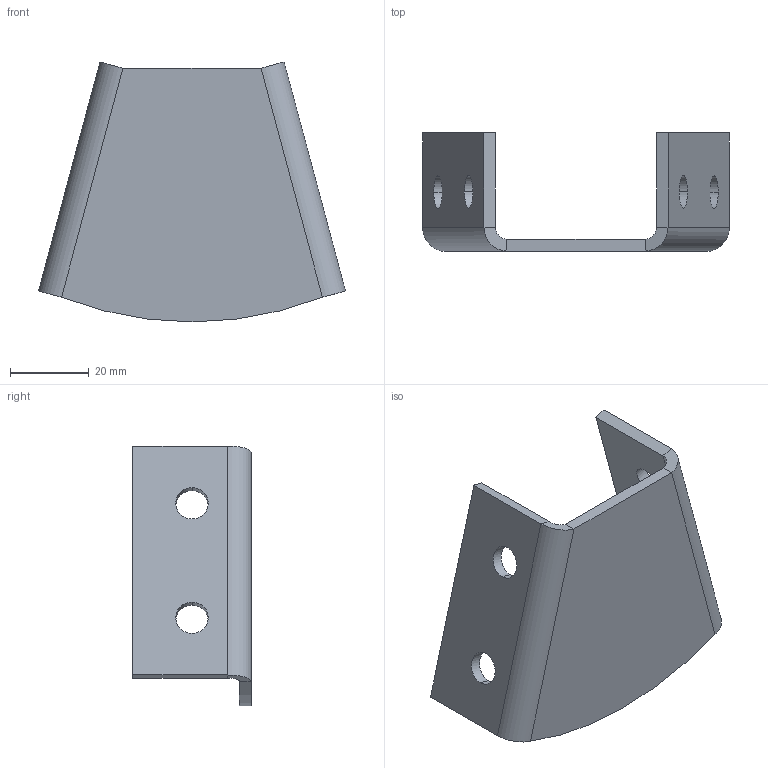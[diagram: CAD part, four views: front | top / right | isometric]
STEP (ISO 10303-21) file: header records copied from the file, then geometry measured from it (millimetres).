
FILE_DESCRIPTION (( 'STEP AP203' ), '1' );
FILE_NAME ('AL-SPS. SJ3060.30 Óãëîâîé ñîåäèíèòåëü 30õ60, 30 ãðàäóñîâ, 30 ñåðèÿ.STEP', '2024-10-18T05:10:26', ( '' ), ( '' ), 'SwSTEP 2.0', 'SolidWorks 2021', '' );
FILE_SCHEMA (( 'CONFIG_CONTROL_DESIGN' ));
Length unit declared in the file: millimetre
Products named in the file (1): AL-SPS. SJ3060.30 Óãëîâîé ñîåäèíèòåëü 30õ60, 30 ãðàäóñîâ, 30 ñåðèÿ
Bounding box: 77.65 x 30 x 65.79 mm (x, y, z)
Volume: 20171.9 mm3; surface area: 14797.8 mm2
Topology: 1 solids, 1 shells, 30 faces, 68 edges, 40 vertices
Faces by surface type: plane 17, cylinder 13
Entity records: 923 total; most frequent: DIRECTION 156, CARTESIAN_POINT 139, ORIENTED_EDGE 136, EDGE_CURVE 68, AXIS2_PLACEMENT_3D 57, VECTOR 42, LINE 42, VERTEX_POINT 40
